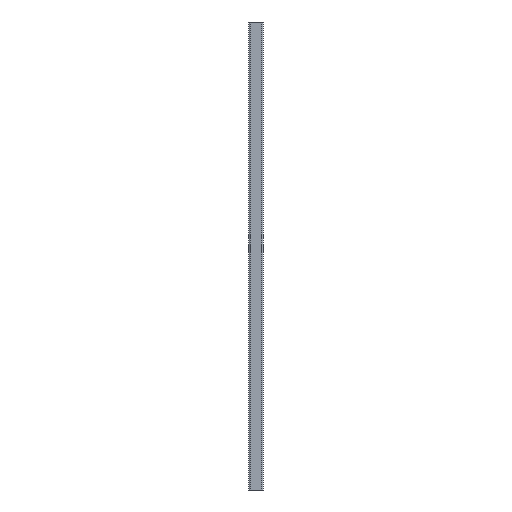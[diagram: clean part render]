
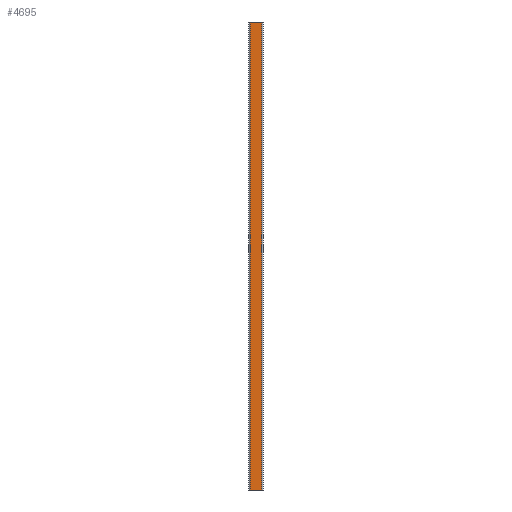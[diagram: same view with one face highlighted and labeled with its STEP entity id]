
A CAD part, left-side view. The second image highlights one B-rep face of the part: STEP entity #4695.
In plain terms, the highlighted planar face has unit normal (-1, 0, 0).
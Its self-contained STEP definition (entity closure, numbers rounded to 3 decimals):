
#135=PLANE($,#5134);
#353=FACE_OUTER_BOUND($,#589,.T.);
#589=EDGE_LOOP($,(#3767,#3768,#3769,#3770));
#1039=LINE($,#7807,#1503);
#1040=LINE($,#7810,#1504);
#1041=LINE($,#7812,#1505);
#1042=LINE($,#7813,#1506);
#1503=VECTOR($,#6398,1000.);
#1504=VECTOR($,#6401,24.);
#1505=VECTOR($,#6402,24.);
#1506=VECTOR($,#6403,1000.);
#2207=VERTEX_POINT($,#7803);
#2208=VERTEX_POINT($,#7805);
#2209=VERTEX_POINT($,#7809);
#2210=VERTEX_POINT($,#7811);
#2871=EDGE_CURVE($,#2207,#2208,#1039,.T.);
#2872=EDGE_CURVE($,#2209,#2207,#1040,.T.);
#2873=EDGE_CURVE($,#2210,#2208,#1041,.T.);
#2874=EDGE_CURVE($,#2209,#2210,#1042,.T.);
#3767=ORIENTED_EDGE($,*,*,#2872,.T.);
#3768=ORIENTED_EDGE($,*,*,#2871,.T.);
#3769=ORIENTED_EDGE($,*,*,#2873,.F.);
#3770=ORIENTED_EDGE($,*,*,#2874,.F.);
#4695=ADVANCED_FACE($,(#353),#135,.T.);
#5134=AXIS2_PLACEMENT_3D($,#7808,#6399,#6400);
#6398=DIRECTION($,(0.,0.,1.));
#6399=DIRECTION('center_axis',(-1.,0.,0.));
#6400=DIRECTION('ref_axis',(0.,-1.,0.));
#6401=DIRECTION($,(0.,-1.,0.));
#6402=DIRECTION($,(0.,-1.,0.));
#6403=DIRECTION($,(0.,0.,1.));
#7803=CARTESIAN_POINT('',(-3.,-27.,0.));
#7805=CARTESIAN_POINT('',(-3.,-27.,1000.));
#7807=CARTESIAN_POINT($,(-3.,-27.,0.));
#7808=CARTESIAN_POINT('Origin',(-3.,-3.,0.));
#7809=CARTESIAN_POINT('',(-3.,-3.,0.));
#7810=CARTESIAN_POINT($,(-3.,-3.,0.));
#7811=CARTESIAN_POINT('',(-3.,-3.,1000.));
#7812=CARTESIAN_POINT($,(-3.,-3.,1000.));
#7813=CARTESIAN_POINT($,(-3.,-3.,0.));
